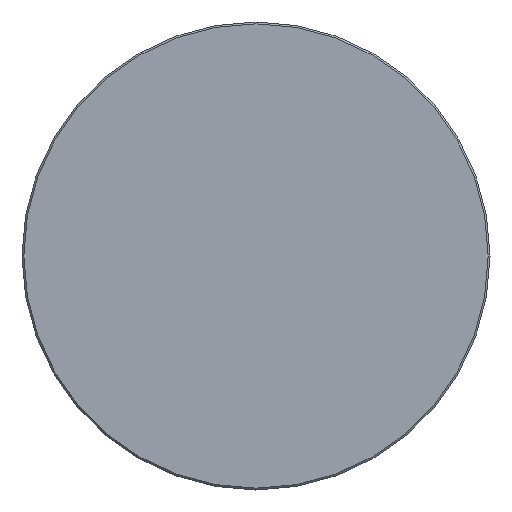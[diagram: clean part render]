
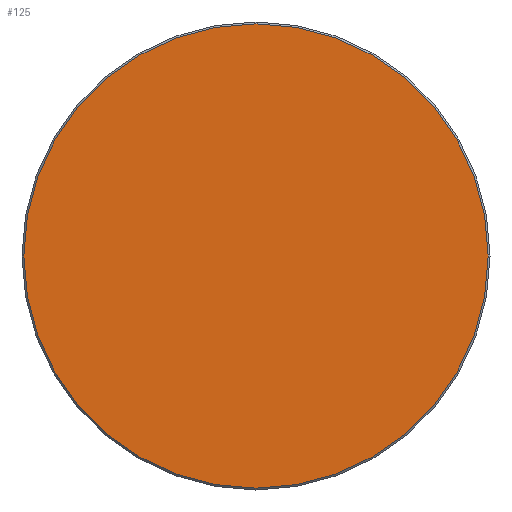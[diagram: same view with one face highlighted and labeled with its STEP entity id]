
A CAD part, left-side view. The second image highlights one B-rep face of the part: STEP entity #125.
In plain terms, the highlighted planar face has unit normal (-1, 0, 0).
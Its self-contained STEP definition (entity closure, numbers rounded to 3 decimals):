
#2 = EDGE_CURVE ( 'NONE', #522, #565, #186, .T. ) ;
#14 = CARTESIAN_POINT ( 'NONE',  ( 0., 0., 37.7 ) ) ;
#59 = DIRECTION ( 'NONE',  ( 1., 0., 0. ) ) ;
#62 = DIRECTION ( 'NONE',  ( 0., 0., -1. ) ) ;
#77 = DIRECTION ( 'NONE',  ( -1., 0., 0. ) ) ;
#103 = AXIS2_PLACEMENT_3D ( 'NONE', #110, #59, #62 ) ;
#110 = CARTESIAN_POINT ( 'NONE',  ( 0., 0., 0. ) ) ;
#125 = ADVANCED_FACE ( 'NONE', ( #201 ), #361, .F. ) ;
#143 = AXIS2_PLACEMENT_3D ( 'NONE', #531, #210, #435 ) ;
#172 = CARTESIAN_POINT ( 'NONE',  ( 0., 0., 0. ) ) ;
#186 = CIRCLE ( 'NONE', #555, 37.7 ) ;
#201 = FACE_OUTER_BOUND ( 'NONE', #287, .T. ) ;
#202 = ORIENTED_EDGE ( 'NONE', *, *, #2, .T. ) ;
#210 = DIRECTION ( 'NONE',  ( -1., 0., 0. ) ) ;
#229 = CIRCLE ( 'NONE', #143, 37.7 ) ;
#287 = EDGE_LOOP ( 'NONE', ( #304, #202 ) ) ;
#304 = ORIENTED_EDGE ( 'NONE', *, *, #533, .T. ) ;
#361 = PLANE ( 'NONE',  #103 ) ;
#389 = DIRECTION ( 'NONE',  ( 0., 0., 1. ) ) ;
#435 = DIRECTION ( 'NONE',  ( 0., 0., 1. ) ) ;
#482 = CARTESIAN_POINT ( 'NONE',  ( 0., 0., -37.7 ) ) ;
#522 = VERTEX_POINT ( 'NONE', #14 ) ;
#531 = CARTESIAN_POINT ( 'NONE',  ( 0., 0., 0. ) ) ;
#533 = EDGE_CURVE ( 'NONE', #565, #522, #229, .T. ) ;
#555 = AXIS2_PLACEMENT_3D ( 'NONE', #172, #77, #389 ) ;
#565 = VERTEX_POINT ( 'NONE', #482 ) ;
